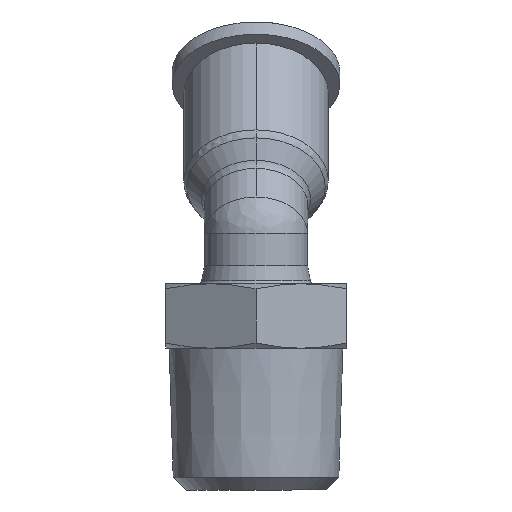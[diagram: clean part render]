
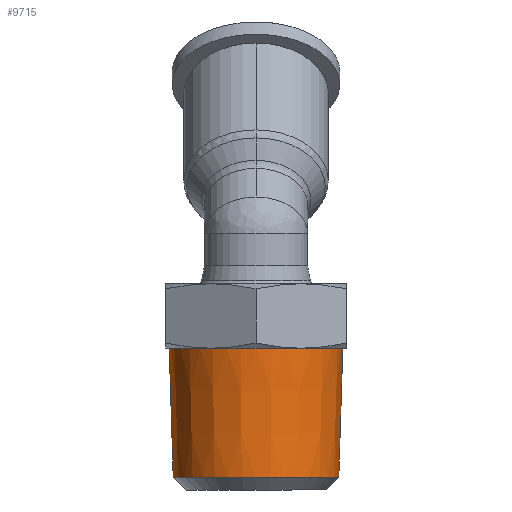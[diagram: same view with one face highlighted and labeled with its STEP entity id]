
A CAD part, left-side view. The second image highlights one B-rep face of the part: STEP entity #9715.
In plain terms, the highlighted conical face has half-angle 1.791 degrees and reference radius 6.734 mm.
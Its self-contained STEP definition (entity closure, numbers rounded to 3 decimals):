
#90 = CARTESIAN_POINT ( 'NONE',  ( -0.67, 6.422, -15.88 ) ) ;
#106 = CARTESIAN_POINT ( 'NONE',  ( -0.67, -6.734, -5.879 ) ) ;
#788 = VECTOR ( 'NONE', #829, 1000. ) ;
#829 = DIRECTION ( 'NONE',  ( 0., 0.031, 1. ) ) ;
#1291 = DIRECTION ( 'NONE',  ( 0., -1., 0. ) ) ;
#1509 = AXIS2_PLACEMENT_3D ( 'NONE', #8850, #4136, #9641 ) ;
#1649 = LINE ( 'NONE', #7060, #788 ) ;
#1714 = EDGE_CURVE ( 'NONE', #6293, #8955, #2750, .T. ) ;
#1845 = FACE_OUTER_BOUND ( 'NONE', #8534, .T. ) ;
#1863 = CARTESIAN_POINT ( 'NONE',  ( -0.67, 6.734, -5.879 ) ) ;
#1958 = CONICAL_SURFACE ( 'NONE', #6530, 6.734, 0.031 ) ;
#2435 = CIRCLE ( 'NONE', #6153, 6.734 ) ;
#2742 = ORIENTED_EDGE ( 'NONE', *, *, #7931, .T. ) ;
#2750 = CIRCLE ( 'NONE', #1509, 6.422 ) ;
#3083 = EDGE_CURVE ( 'NONE', #7520, #3769, #2435, .T. ) ;
#3769 = VERTEX_POINT ( 'NONE', #1863 ) ;
#4111 = VECTOR ( 'NONE', #5614, 1000. ) ;
#4136 = DIRECTION ( 'NONE',  ( 0., 0., 1. ) ) ;
#4377 = ORIENTED_EDGE ( 'NONE', *, *, #4601, .F. ) ;
#4601 = EDGE_CURVE ( 'NONE', #6293, #3769, #1649, .T. ) ;
#5474 = CARTESIAN_POINT ( 'NONE',  ( -0.67, -6.734, -5.879 ) ) ;
#5614 = DIRECTION ( 'NONE',  ( 0., -0.031, 1. ) ) ;
#6153 = AXIS2_PLACEMENT_3D ( 'NONE', #6232, #10228, #9435 ) ;
#6232 = CARTESIAN_POINT ( 'NONE',  ( -0.67, 0., -5.879 ) ) ;
#6293 = VERTEX_POINT ( 'NONE', #90 ) ;
#6530 = AXIS2_PLACEMENT_3D ( 'NONE', #7603, #8445, #1291 ) ;
#7060 = CARTESIAN_POINT ( 'NONE',  ( -0.67, 6.734, -5.879 ) ) ;
#7365 = ORIENTED_EDGE ( 'NONE', *, *, #3083, .T. ) ;
#7520 = VERTEX_POINT ( 'NONE', #106 ) ;
#7603 = CARTESIAN_POINT ( 'NONE',  ( -0.67, 0., -5.879 ) ) ;
#7931 = EDGE_CURVE ( 'NONE', #8955, #7520, #9901, .T. ) ;
#8187 = CARTESIAN_POINT ( 'NONE',  ( -0.67, -6.422, -15.88 ) ) ;
#8445 = DIRECTION ( 'NONE',  ( 0., 0., 1. ) ) ;
#8534 = EDGE_LOOP ( 'NONE', ( #4377, #9942, #2742, #7365 ) ) ;
#8850 = CARTESIAN_POINT ( 'NONE',  ( -0.67, 0., -15.88 ) ) ;
#8955 = VERTEX_POINT ( 'NONE', #8187 ) ;
#9435 = DIRECTION ( 'NONE',  ( 0., -1., 0. ) ) ;
#9641 = DIRECTION ( 'NONE',  ( 1., 0., 0. ) ) ;
#9715 = ADVANCED_FACE ( 'NONE', ( #1845 ), #1958, .T. ) ;
#9901 = LINE ( 'NONE', #5474, #4111 ) ;
#9942 = ORIENTED_EDGE ( 'NONE', *, *, #1714, .T. ) ;
#10228 = DIRECTION ( 'NONE',  ( 0., 0., -1. ) ) ;
